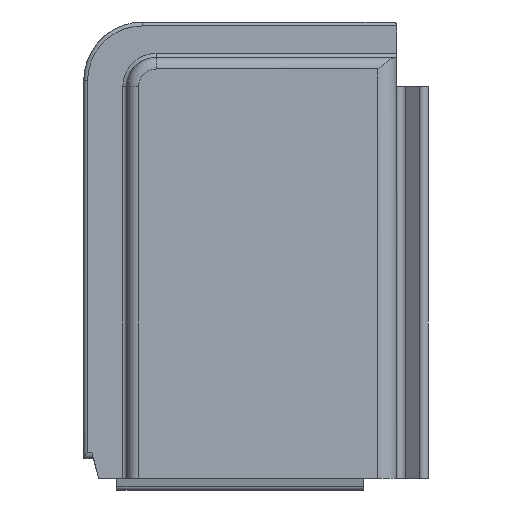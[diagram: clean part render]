
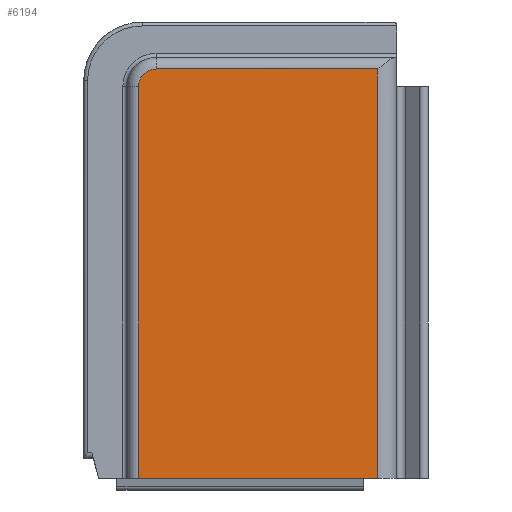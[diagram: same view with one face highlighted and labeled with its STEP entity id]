
A CAD part, left-side view. The second image highlights one B-rep face of the part: STEP entity #6194.
In plain terms, the highlighted planar face has unit normal (-1, 0, 0).
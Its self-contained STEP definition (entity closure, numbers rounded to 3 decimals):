
#135=DIRECTION('',(0.,0.,-1.));
#136=VECTOR('',#135,10.);
#137=CARTESIAN_POINT('',(-15.5,2.6,-1.65));
#138=LINE('',#137,#136);
#139=CARTESIAN_POINT('',(-15.5,2.15,-1.65));
#140=DIRECTION('',(-1.,0.,0.));
#141=DIRECTION('',(0.,0.,1.));
#142=AXIS2_PLACEMENT_3D('',#139,#140,#141);
#144=DIRECTION('',(0.,1.,0.));
#145=VECTOR('',#144,5.65);
#146=CARTESIAN_POINT('',(-15.5,-3.5,-1.2));
#147=LINE('',#146,#145);
#148=DIRECTION('',(0.,0.,1.));
#149=VECTOR('',#148,10.45);
#150=CARTESIAN_POINT('',(-15.5,-3.5,-11.65));
#151=LINE('',#150,#149);
#152=DIRECTION('',(0.,1.,0.));
#153=VECTOR('',#152,6.1);
#154=CARTESIAN_POINT('',(-15.5,-3.5,-11.65));
#155=LINE('',#154,#153);
#778=CARTESIAN_POINT('',(-15.5,-3.5,-1.2));
#5082=VERTEX_POINT('',#778);
#5179=CARTESIAN_POINT('',(-15.5,2.6,-11.65));
#5181=VERTEX_POINT('',#5179);
#5185=CARTESIAN_POINT('',(-15.5,2.6,-1.65));
#5186=VERTEX_POINT('',#5185);
#5187=CARTESIAN_POINT('',(-15.5,2.15,-1.2));
#5188=VERTEX_POINT('',#5187);
#5192=CARTESIAN_POINT('',(-15.5,-3.5,-11.65));
#5194=VERTEX_POINT('',#5192);
#6177=CARTESIAN_POINT('',(-15.5,0.,0.));
#6178=DIRECTION('',(1.,0.,0.));
#6179=DIRECTION('',(0.,0.,-1.));
#6180=AXIS2_PLACEMENT_3D('',#6177,#6178,#6179);
#6181=PLANE('',#6180);
#6183=ORIENTED_EDGE('',*,*,#6182,.F.);
#6185=ORIENTED_EDGE('',*,*,#6184,.F.);
#6187=ORIENTED_EDGE('',*,*,#6186,.F.);
#6189=ORIENTED_EDGE('',*,*,#6188,.F.);
#6191=ORIENTED_EDGE('',*,*,#6190,.T.);
#6192=EDGE_LOOP('',(#6183,#6185,#6187,#6189,#6191));
#6193=FACE_OUTER_BOUND('',#6192,.F.);
#143=CIRCLE('',#142,0.45);
#6182=EDGE_CURVE('',#5186,#5181,#138,.T.);
#6184=EDGE_CURVE('',#5188,#5186,#143,.T.);
#6186=EDGE_CURVE('',#5082,#5188,#147,.T.);
#6188=EDGE_CURVE('',#5194,#5082,#151,.T.);
#6190=EDGE_CURVE('',#5194,#5181,#155,.T.);
#6194=ADVANCED_FACE('',(#6193),#6181,.F.);
